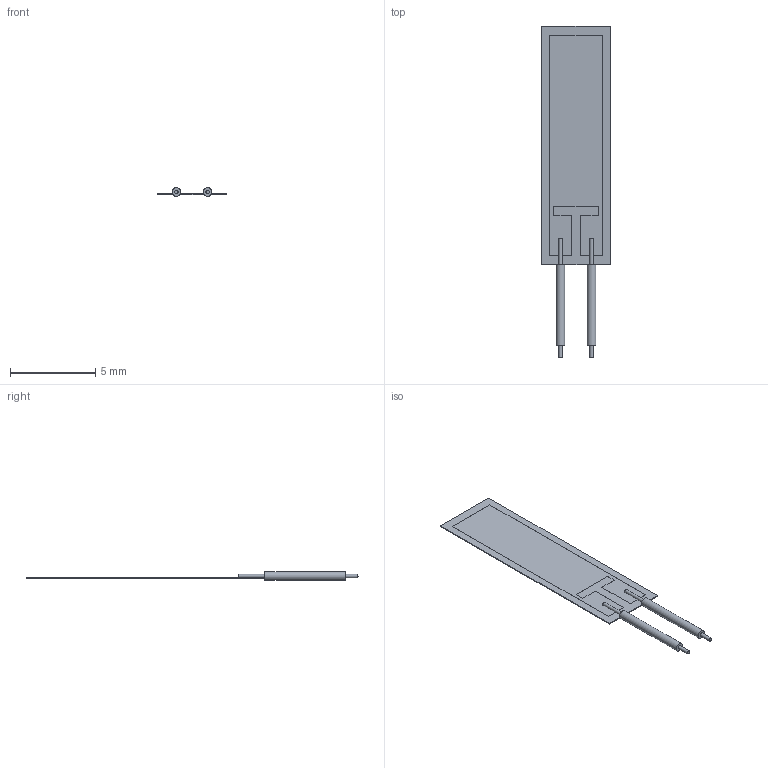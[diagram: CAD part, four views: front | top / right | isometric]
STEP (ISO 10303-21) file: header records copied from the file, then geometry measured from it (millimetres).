
FILE_DESCRIPTION(/* description */ ('','CAx-IF Rec.Pracs.---Representation and Presentation of Product Manufacturing Information (PMI)---4.0---2014-10-13'),/* implementation_level */ '2;1');
FILE_NAME(/* name */ 'BF350-10AA.step',/* time_stamp */ '2025-03-15T13:10:10+01:00',/* author */ (''),/* organization */ (''),/* preprocessor_version */ 'ST-DEVELOPER v20',/* originating_system */ 'Autodesk Translation Framework v13.20.0.188',/* authorisation */ '');
FILE_SCHEMA (('AP242_MANAGED_MODEL_BASED_3D_ENGINEERING_MIM_LF { 1 0 10303 442 1 1 4 }'));
Length unit declared in the file: millimetre
Products named in the file (1): Strain Gauge Template
Bounding box: 4 x 19.45 x 0.5 mm (x, y, z)
Volume: 5 mm3; surface area: 219 mm2
Topology: 6 solids, 6 shells, 34 faces, 66 edges, 44 vertices
Faces by surface type: plane 28, cylinder 6
Full cylindrical faces by diameter (mm): 0.202 x4, 0.502 x2
Entity records: 926 total; most frequent: DIRECTION 148, CARTESIAN_POINT 145, ORIENTED_EDGE 132, EDGE_CURVE 66, LINE 54, VECTOR 54, AXIS2_PLACEMENT_3D 47, VERTEX_POINT 44
